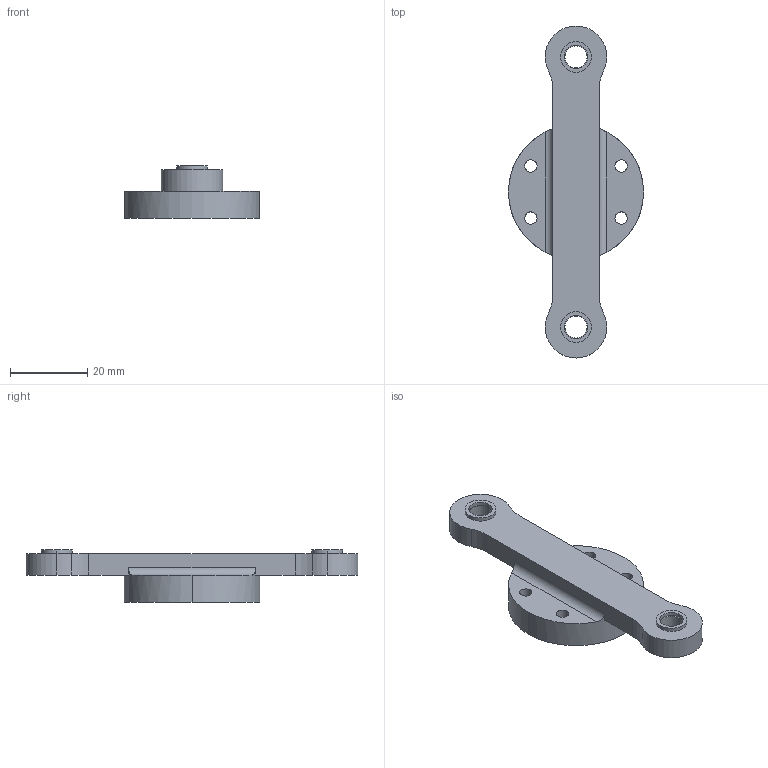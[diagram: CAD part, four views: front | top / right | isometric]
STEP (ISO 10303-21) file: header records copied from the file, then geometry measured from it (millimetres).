
FILE_DESCRIPTION (( 'STEP AP214' ), '1' );
FILE_NAME ('swivel-rotor-leader.STEP', '2025-08-20T01:39:45', ( '' ), ( '' ), 'SwSTEP 2.0', 'SolidWorks 2025', '' );
FILE_SCHEMA (( 'AUTOMOTIVE_DESIGN' ));
Length unit declared in the file: millimetre
Products named in the file (1): swivel-rotor-leader
Bounding box: 35 x 86 x 13.5 mm (x, y, z)
Volume: 12227.1 mm3; surface area: 5417.2 mm2
Topology: 1 solids, 1 shells, 46 faces, 120 edges, 80 vertices
Faces by surface type: cylinder 34, plane 12
Entity records: 1547 total; most frequent: CARTESIAN_POINT 303, DIRECTION 278, ORIENTED_EDGE 240, EDGE_CURVE 120, AXIS2_PLACEMENT_3D 115, VERTEX_POINT 80, CIRCLE 68, EDGE_LOOP 62
